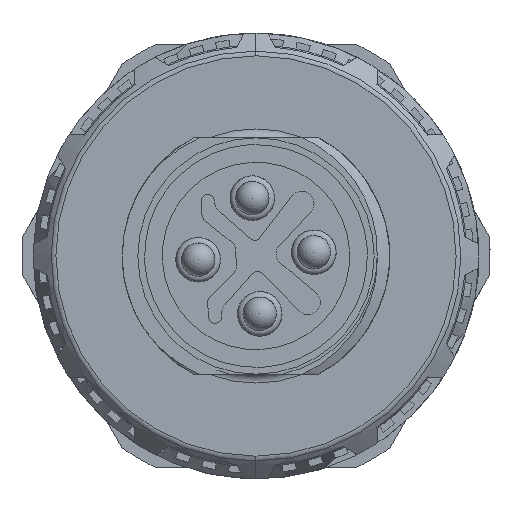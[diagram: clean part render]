
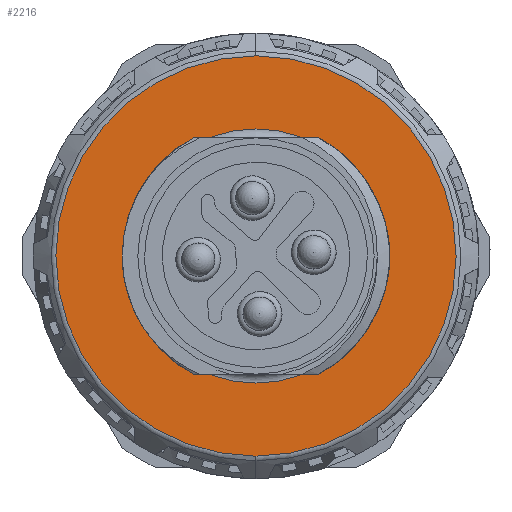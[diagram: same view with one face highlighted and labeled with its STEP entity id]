
A CAD part, left-side view. The second image highlights one B-rep face of the part: STEP entity #2216.
In plain terms, the highlighted planar face has unit normal (-1, 0, 0).
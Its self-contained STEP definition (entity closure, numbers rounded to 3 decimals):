
#1403=PLANE('',#9304);
#2216=ADVANCED_FACE('',(#3210,#3211),#1403,.F.);
#3210=FACE_BOUND('',#3339,.T.);
#3211=FACE_BOUND('',#3340,.T.);
#3339=EDGE_LOOP('',(#4417,#4418,#4419,#4420));
#3340=EDGE_LOOP('',(#4421,#4422));
#4417=ORIENTED_EDGE('',*,*,#7851,.F.);
#4418=ORIENTED_EDGE('',*,*,#7852,.T.);
#4419=ORIENTED_EDGE('',*,*,#7853,.F.);
#4420=ORIENTED_EDGE('',*,*,#7854,.T.);
#4421=ORIENTED_EDGE('',*,*,#7850,.F.);
#4422=ORIENTED_EDGE('',*,*,#7855,.T.);
#6905=VERTEX_POINT('',#16278);
#6906=VERTEX_POINT('',#16280);
#6907=VERTEX_POINT('',#16284);
#6908=VERTEX_POINT('',#16285);
#6909=VERTEX_POINT('',#16287);
#6910=VERTEX_POINT('',#16289);
#7850=EDGE_CURVE('',#6906,#6905,#8868,.T.);
#7851=EDGE_CURVE('',#6907,#6908,#8869,.T.);
#7852=EDGE_CURVE('',#6907,#6909,#8870,.T.);
#7853=EDGE_CURVE('',#6910,#6909,#8871,.T.);
#7854=EDGE_CURVE('',#6910,#6908,#8872,.T.);
#7855=EDGE_CURVE('',#6906,#6905,#8873,.T.);
#8868=CIRCLE('',#9297,5.7);
#8869=CIRCLE('',#9299,8.976);
#8870=CIRCLE('',#9300,8.976);
#8871=CIRCLE('',#9301,8.976);
#8872=CIRCLE('',#9302,8.976);
#8873=CIRCLE('',#9303,5.7);
#9297=AXIS2_PLACEMENT_3D('',#16281,#10429,#10430);
#9299=AXIS2_PLACEMENT_3D('',#16283,#10433,#10434);
#9300=AXIS2_PLACEMENT_3D('',#16286,#10435,#10436);
#9301=AXIS2_PLACEMENT_3D('',#16288,#10437,#10438);
#9302=AXIS2_PLACEMENT_3D('',#16290,#10439,#10440);
#9303=AXIS2_PLACEMENT_3D('',#16291,#10441,#10442);
#9304=AXIS2_PLACEMENT_3D('',#16292,#10443,#10444);
#10429=DIRECTION('',(-1.,0.,0.));
#10430=DIRECTION('',(0.,-1.,0.));
#10433=DIRECTION('',(1.,0.,0.));
#10434=DIRECTION('',(0.,0.005,-1.));
#10435=DIRECTION('',(-1.,0.,0.));
#10436=DIRECTION('',(0.,0.005,-1.));
#10437=DIRECTION('',(1.,0.,0.));
#10438=DIRECTION('',(0.,-0.005,1.));
#10439=DIRECTION('',(-1.,0.,0.));
#10440=DIRECTION('',(0.,-0.005,1.));
#10441=DIRECTION('',(1.,0.,0.));
#10442=DIRECTION('',(0.,-1.,0.));
#10443=DIRECTION('',(1.,0.,0.));
#10444=DIRECTION('',(0.,-1.,0.));
#16278=CARTESIAN_POINT('',(10.,-5.7,0.));
#16280=CARTESIAN_POINT('',(10.,5.7,0.));
#16281=CARTESIAN_POINT('',(10.,0.,0.));
#16283=CARTESIAN_POINT('',(10.,0.,0.));
#16284=CARTESIAN_POINT('',(10.,0.049,-8.976));
#16285=CARTESIAN_POINT('',(10.,0.,8.976));
#16286=CARTESIAN_POINT('',(10.,0.,0.));
#16287=CARTESIAN_POINT('',(10.,0.,-8.976));
#16288=CARTESIAN_POINT('',(10.,0.,0.));
#16289=CARTESIAN_POINT('',(10.,-0.049,8.976));
#16290=CARTESIAN_POINT('',(10.,0.,0.));
#16291=CARTESIAN_POINT('',(10.,0.,0.));
#16292=CARTESIAN_POINT('',(10.,0.,10.));
